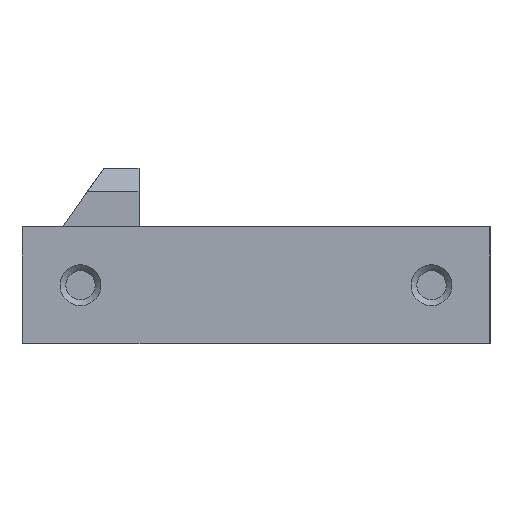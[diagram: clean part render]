
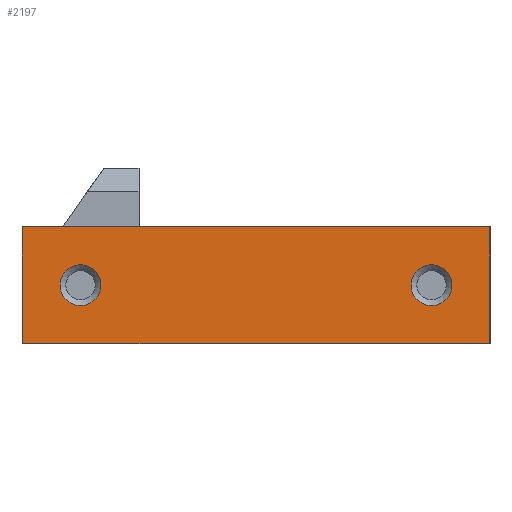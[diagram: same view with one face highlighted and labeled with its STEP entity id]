
A CAD part, left-side view. The second image highlights one B-rep face of the part: STEP entity #2197.
In plain terms, the highlighted planar face has unit normal (-1, 0, 0).
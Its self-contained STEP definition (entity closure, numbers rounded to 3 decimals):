
#75 = PLANE('',#76);
#76 = AXIS2_PLACEMENT_3D('',#77,#78,#79);
#77 = CARTESIAN_POINT('',(-100.,0.,-5.));
#78 = DIRECTION('',(0.,0.,1.));
#79 = DIRECTION('',(0.,-1.,0.));
#103 = PLANE('',#104);
#104 = AXIS2_PLACEMENT_3D('',#105,#106,#107);
#105 = CARTESIAN_POINT('',(-100.,0.,-5.));
#106 = DIRECTION('',(0.,-1.,0.));
#107 = DIRECTION('',(1.,0.,0.));
#159 = PLANE('',#160);
#160 = AXIS2_PLACEMENT_3D('',#161,#162,#163);
#161 = CARTESIAN_POINT('',(-100.,-40.,-5.));
#162 = DIRECTION('',(0.,-1.,0.));
#163 = DIRECTION('',(1.,0.,0.));
#318 = VERTEX_POINT('',#319);
#319 = CARTESIAN_POINT('',(-100.,0.,-5.));
#340 = EDGE_CURVE('',#318,#341,#343,.T.);
#341 = VERTEX_POINT('',#342);
#342 = CARTESIAN_POINT('',(-100.,-10.,-5.));
#343 = SURFACE_CURVE('',#344,(#348,#355),.PCURVE_S1.);
#344 = LINE('',#345,#346);
#345 = CARTESIAN_POINT('',(-100.,0.,-5.));
#346 = VECTOR('',#347,1.);
#347 = DIRECTION('',(0.,-1.,0.));
#348 = PCURVE('',#75,#349);
#349 = DEFINITIONAL_REPRESENTATION('',(#350),#354);
#350 = LINE('',#351,#352);
#351 = CARTESIAN_POINT('',(0.,0.));
#352 = VECTOR('',#353,1.);
#353 = DIRECTION('',(1.,0.));
#354 = ( GEOMETRIC_REPRESENTATION_CONTEXT(2) 
PARAMETRIC_REPRESENTATION_CONTEXT() REPRESENTATION_CONTEXT('2D SPACE',''
  ) );
#355 = PCURVE('',#356,#361);
#356 = PLANE('',#357);
#357 = AXIS2_PLACEMENT_3D('',#358,#359,#360);
#358 = CARTESIAN_POINT('',(-100.,0.,-5.));
#359 = DIRECTION('',(1.,0.,0.));
#360 = DIRECTION('',(0.,-1.,0.));
#361 = DEFINITIONAL_REPRESENTATION('',(#362),#366);
#362 = LINE('',#363,#364);
#363 = CARTESIAN_POINT('',(0.,0.));
#364 = VECTOR('',#365,1.);
#365 = DIRECTION('',(1.,0.));
#366 = ( GEOMETRIC_REPRESENTATION_CONTEXT(2) 
PARAMETRIC_REPRESENTATION_CONTEXT() REPRESENTATION_CONTEXT('2D SPACE',''
  ) );
#368 = EDGE_CURVE('',#341,#369,#371,.T.);
#369 = VERTEX_POINT('',#370);
#370 = CARTESIAN_POINT('',(-100.,-40.,-5.));
#371 = SURFACE_CURVE('',#372,(#376,#383),.PCURVE_S1.);
#372 = LINE('',#373,#374);
#373 = CARTESIAN_POINT('',(-100.,0.,-5.));
#374 = VECTOR('',#375,1.);
#375 = DIRECTION('',(0.,-1.,0.));
#376 = PCURVE('',#75,#377);
#377 = DEFINITIONAL_REPRESENTATION('',(#378),#382);
#378 = LINE('',#379,#380);
#379 = CARTESIAN_POINT('',(0.,0.));
#380 = VECTOR('',#381,1.);
#381 = DIRECTION('',(1.,0.));
#382 = ( GEOMETRIC_REPRESENTATION_CONTEXT(2) 
PARAMETRIC_REPRESENTATION_CONTEXT() REPRESENTATION_CONTEXT('2D SPACE',''
  ) );
#383 = PCURVE('',#356,#384);
#384 = DEFINITIONAL_REPRESENTATION('',(#385),#389);
#385 = LINE('',#386,#387);
#386 = CARTESIAN_POINT('',(0.,0.));
#387 = VECTOR('',#388,1.);
#388 = DIRECTION('',(1.,0.));
#389 = ( GEOMETRIC_REPRESENTATION_CONTEXT(2) 
PARAMETRIC_REPRESENTATION_CONTEXT() REPRESENTATION_CONTEXT('2D SPACE',''
  ) );
#1761 = VERTEX_POINT('',#1762);
#1762 = CARTESIAN_POINT('',(-100.,0.,5.));
#1776 = PLANE('',#1777);
#1777 = AXIS2_PLACEMENT_3D('',#1778,#1779,#1780);
#1778 = CARTESIAN_POINT('',(-95.,0.,5.));
#1779 = DIRECTION('',(0.,0.,-1.));
#1780 = DIRECTION('',(-1.,0.,0.));
#1788 = EDGE_CURVE('',#1761,#318,#1789,.T.);
#1789 = SURFACE_CURVE('',#1790,(#1794,#1801),.PCURVE_S1.);
#1790 = LINE('',#1791,#1792);
#1791 = CARTESIAN_POINT('',(-100.,0.,5.));
#1792 = VECTOR('',#1793,1.);
#1793 = DIRECTION('',(0.,0.,-1.));
#1794 = PCURVE('',#103,#1795);
#1795 = DEFINITIONAL_REPRESENTATION('',(#1796),#1800);
#1796 = LINE('',#1797,#1798);
#1797 = CARTESIAN_POINT('',(0.,10.));
#1798 = VECTOR('',#1799,1.);
#1799 = DIRECTION('',(0.,-1.));
#1800 = ( GEOMETRIC_REPRESENTATION_CONTEXT(2) 
PARAMETRIC_REPRESENTATION_CONTEXT() REPRESENTATION_CONTEXT('2D SPACE',''
  ) );
#1801 = PCURVE('',#356,#1802);
#1802 = DEFINITIONAL_REPRESENTATION('',(#1803),#1807);
#1803 = LINE('',#1804,#1805);
#1804 = CARTESIAN_POINT('',(0.,-10.));
#1805 = VECTOR('',#1806,1.);
#1806 = DIRECTION('',(0.,1.));
#1807 = ( GEOMETRIC_REPRESENTATION_CONTEXT(2) 
PARAMETRIC_REPRESENTATION_CONTEXT() REPRESENTATION_CONTEXT('2D SPACE',''
  ) );
#1912 = EDGE_CURVE('',#369,#1913,#1915,.T.);
#1913 = VERTEX_POINT('',#1914);
#1914 = CARTESIAN_POINT('',(-100.,-40.,5.));
#1915 = SURFACE_CURVE('',#1916,(#1920,#1927),.PCURVE_S1.);
#1916 = LINE('',#1917,#1918);
#1917 = CARTESIAN_POINT('',(-100.,-40.,-5.));
#1918 = VECTOR('',#1919,1.);
#1919 = DIRECTION('',(0.,0.,1.));
#1920 = PCURVE('',#159,#1921);
#1921 = DEFINITIONAL_REPRESENTATION('',(#1922),#1926);
#1922 = LINE('',#1923,#1924);
#1923 = CARTESIAN_POINT('',(0.,0.));
#1924 = VECTOR('',#1925,1.);
#1925 = DIRECTION('',(0.,1.));
#1926 = ( GEOMETRIC_REPRESENTATION_CONTEXT(2) 
PARAMETRIC_REPRESENTATION_CONTEXT() REPRESENTATION_CONTEXT('2D SPACE',''
  ) );
#1927 = PCURVE('',#356,#1928);
#1928 = DEFINITIONAL_REPRESENTATION('',(#1929),#1933);
#1929 = LINE('',#1930,#1931);
#1930 = CARTESIAN_POINT('',(40.,0.));
#1931 = VECTOR('',#1932,1.);
#1932 = DIRECTION('',(0.,-1.));
#1933 = ( GEOMETRIC_REPRESENTATION_CONTEXT(2) 
PARAMETRIC_REPRESENTATION_CONTEXT() REPRESENTATION_CONTEXT('2D SPACE',''
  ) );
#2197 = ADVANCED_FACE('',(#2198,#2233,#2260),#356,.F.);
#2198 = FACE_BOUND('',#2199,.F.);
#2199 = EDGE_LOOP('',(#2200));
#2200 = ORIENTED_EDGE('',*,*,#2201,.T.);
#2201 = EDGE_CURVE('',#2202,#2202,#2204,.T.);
#2202 = VERTEX_POINT('',#2203);
#2203 = CARTESIAN_POINT('',(-100.,-5.,-1.75));
#2204 = SURFACE_CURVE('',#2205,(#2210,#2221),.PCURVE_S1.);
#2205 = CIRCLE('',#2206,1.75);
#2206 = AXIS2_PLACEMENT_3D('',#2207,#2208,#2209);
#2207 = CARTESIAN_POINT('',(-100.,-5.,0.));
#2208 = DIRECTION('',(-1.,-0.,0.));
#2209 = DIRECTION('',(0.,0.,-1.));
#2210 = PCURVE('',#356,#2211);
#2211 = DEFINITIONAL_REPRESENTATION('',(#2212),#2220);
#2212 = ( BOUNDED_CURVE() B_SPLINE_CURVE(2,(#2213,#2214,#2215,#2216,
#2217,#2218,#2219),.UNSPECIFIED.,.T.,.F.) B_SPLINE_CURVE_WITH_KNOTS((1,2
    ,2,2,2,1),(-2.094,0.,2.094,4.189,
6.283,8.378),.UNSPECIFIED.) CURVE() 
GEOMETRIC_REPRESENTATION_ITEM() RATIONAL_B_SPLINE_CURVE((1.,0.5,1.,0.5,
1.,0.5,1.)) REPRESENTATION_ITEM('') );
#2213 = CARTESIAN_POINT('',(5.,-3.25));
#2214 = CARTESIAN_POINT('',(8.031,-3.25));
#2215 = CARTESIAN_POINT('',(6.516,-5.875));
#2216 = CARTESIAN_POINT('',(5.,-8.5));
#2217 = CARTESIAN_POINT('',(3.484,-5.875));
#2218 = CARTESIAN_POINT('',(1.969,-3.25));
#2219 = CARTESIAN_POINT('',(5.,-3.25));
#2220 = ( GEOMETRIC_REPRESENTATION_CONTEXT(2) 
PARAMETRIC_REPRESENTATION_CONTEXT() REPRESENTATION_CONTEXT('2D SPACE',''
  ) );
#2221 = PCURVE('',#2222,#2227);
#2222 = CONICAL_SURFACE('',#2223,1.25,0.785);
#2223 = AXIS2_PLACEMENT_3D('',#2224,#2225,#2226);
#2224 = CARTESIAN_POINT('',(-99.5,-5.,0.));
#2225 = DIRECTION('',(-1.,-0.,-0.));
#2226 = DIRECTION('',(0.,0.,-1.));
#2227 = DEFINITIONAL_REPRESENTATION('',(#2228),#2232);
#2228 = LINE('',#2229,#2230);
#2229 = CARTESIAN_POINT('',(-0.,0.5));
#2230 = VECTOR('',#2231,1.);
#2231 = DIRECTION('',(1.,-0.));
#2232 = ( GEOMETRIC_REPRESENTATION_CONTEXT(2) 
PARAMETRIC_REPRESENTATION_CONTEXT() REPRESENTATION_CONTEXT('2D SPACE',''
  ) );
#2233 = FACE_BOUND('',#2234,.F.);
#2234 = EDGE_LOOP('',(#2235,#2236,#2237,#2258,#2259));
#2235 = ORIENTED_EDGE('',*,*,#340,.F.);
#2236 = ORIENTED_EDGE('',*,*,#1788,.F.);
#2237 = ORIENTED_EDGE('',*,*,#2238,.F.);
#2238 = EDGE_CURVE('',#1913,#1761,#2239,.T.);
#2239 = SURFACE_CURVE('',#2240,(#2244,#2251),.PCURVE_S1.);
#2240 = LINE('',#2241,#2242);
#2241 = CARTESIAN_POINT('',(-100.,-40.,5.));
#2242 = VECTOR('',#2243,1.);
#2243 = DIRECTION('',(0.,1.,0.));
#2244 = PCURVE('',#356,#2245);
#2245 = DEFINITIONAL_REPRESENTATION('',(#2246),#2250);
#2246 = LINE('',#2247,#2248);
#2247 = CARTESIAN_POINT('',(40.,-10.));
#2248 = VECTOR('',#2249,1.);
#2249 = DIRECTION('',(-1.,0.));
#2250 = ( GEOMETRIC_REPRESENTATION_CONTEXT(2) 
PARAMETRIC_REPRESENTATION_CONTEXT() REPRESENTATION_CONTEXT('2D SPACE',''
  ) );
#2251 = PCURVE('',#1776,#2252);
#2252 = DEFINITIONAL_REPRESENTATION('',(#2253),#2257);
#2253 = LINE('',#2254,#2255);
#2254 = CARTESIAN_POINT('',(5.,-40.));
#2255 = VECTOR('',#2256,1.);
#2256 = DIRECTION('',(0.,1.));
#2257 = ( GEOMETRIC_REPRESENTATION_CONTEXT(2) 
PARAMETRIC_REPRESENTATION_CONTEXT() REPRESENTATION_CONTEXT('2D SPACE',''
  ) );
#2258 = ORIENTED_EDGE('',*,*,#1912,.F.);
#2259 = ORIENTED_EDGE('',*,*,#368,.F.);
#2260 = FACE_BOUND('',#2261,.F.);
#2261 = EDGE_LOOP('',(#2262));
#2262 = ORIENTED_EDGE('',*,*,#2263,.T.);
#2263 = EDGE_CURVE('',#2264,#2264,#2266,.T.);
#2264 = VERTEX_POINT('',#2265);
#2265 = CARTESIAN_POINT('',(-100.,-35.,-1.75));
#2266 = SURFACE_CURVE('',#2267,(#2272,#2283),.PCURVE_S1.);
#2267 = CIRCLE('',#2268,1.75);
#2268 = AXIS2_PLACEMENT_3D('',#2269,#2270,#2271);
#2269 = CARTESIAN_POINT('',(-100.,-35.,0.));
#2270 = DIRECTION('',(-1.,-0.,0.));
#2271 = DIRECTION('',(0.,0.,-1.));
#2272 = PCURVE('',#356,#2273);
#2273 = DEFINITIONAL_REPRESENTATION('',(#2274),#2282);
#2274 = ( BOUNDED_CURVE() B_SPLINE_CURVE(2,(#2275,#2276,#2277,#2278,
#2279,#2280,#2281),.UNSPECIFIED.,.T.,.F.) B_SPLINE_CURVE_WITH_KNOTS((1,2
    ,2,2,2,1),(-2.094,0.,2.094,4.189,
6.283,8.378),.UNSPECIFIED.) CURVE() 
GEOMETRIC_REPRESENTATION_ITEM() RATIONAL_B_SPLINE_CURVE((1.,0.5,1.,0.5,
1.,0.5,1.)) REPRESENTATION_ITEM('') );
#2275 = CARTESIAN_POINT('',(35.,-3.25));
#2276 = CARTESIAN_POINT('',(38.031,-3.25));
#2277 = CARTESIAN_POINT('',(36.516,-5.875));
#2278 = CARTESIAN_POINT('',(35.,-8.5));
#2279 = CARTESIAN_POINT('',(33.484,-5.875));
#2280 = CARTESIAN_POINT('',(31.969,-3.25));
#2281 = CARTESIAN_POINT('',(35.,-3.25));
#2282 = ( GEOMETRIC_REPRESENTATION_CONTEXT(2) 
PARAMETRIC_REPRESENTATION_CONTEXT() REPRESENTATION_CONTEXT('2D SPACE',''
  ) );
#2283 = PCURVE('',#2284,#2289);
#2284 = CONICAL_SURFACE('',#2285,1.25,0.785);
#2285 = AXIS2_PLACEMENT_3D('',#2286,#2287,#2288);
#2286 = CARTESIAN_POINT('',(-99.5,-35.,0.));
#2287 = DIRECTION('',(-1.,-0.,-0.));
#2288 = DIRECTION('',(0.,0.,-1.));
#2289 = DEFINITIONAL_REPRESENTATION('',(#2290),#2294);
#2290 = LINE('',#2291,#2292);
#2291 = CARTESIAN_POINT('',(-0.,0.5));
#2292 = VECTOR('',#2293,1.);
#2293 = DIRECTION('',(1.,-0.));
#2294 = ( GEOMETRIC_REPRESENTATION_CONTEXT(2) 
PARAMETRIC_REPRESENTATION_CONTEXT() REPRESENTATION_CONTEXT('2D SPACE',''
  ) );
